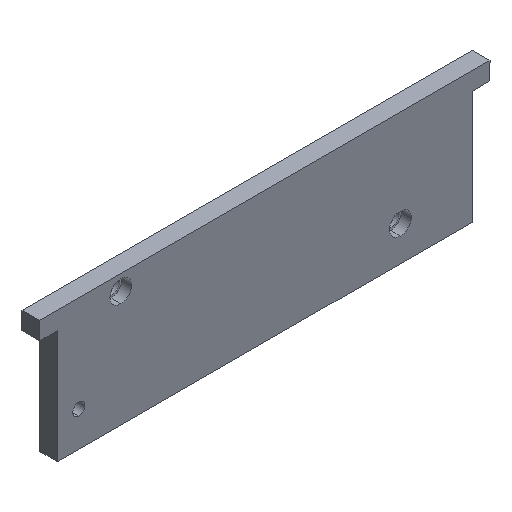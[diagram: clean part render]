
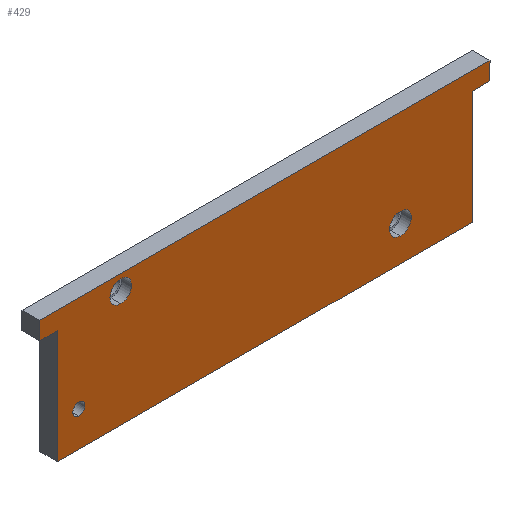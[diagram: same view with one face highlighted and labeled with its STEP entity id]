
A CAD part, isometric view. The second image highlights one B-rep face of the part: STEP entity #429.
In plain terms, the highlighted planar face has unit normal (0, -1, 0).
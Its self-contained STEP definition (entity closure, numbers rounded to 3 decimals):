
#1 = VECTOR ( 'NONE', #26, 1000. ) ;
#2 = EDGE_CURVE ( 'NONE', #738, #679, #609, .T. ) ;
#12 = DIRECTION ( 'NONE',  ( 0., 0., -1. ) ) ;
#13 = CIRCLE ( 'NONE', #424, 2.135 ) ;
#25 = EDGE_LOOP ( 'NONE', ( #661, #209 ) ) ;
#26 = DIRECTION ( 'NONE',  ( -1., 0., 0. ) ) ;
#33 = ORIENTED_EDGE ( 'NONE', *, *, #89, .T. ) ;
#41 = DIRECTION ( 'NONE',  ( -1., 0., 0. ) ) ;
#42 = VERTEX_POINT ( 'NONE', #302 ) ;
#53 = VERTEX_POINT ( 'NONE', #541 ) ;
#54 = DIRECTION ( 'NONE',  ( 0., 0., 1. ) ) ;
#60 = DIRECTION ( 'NONE',  ( 0., -1., 0. ) ) ;
#62 = CARTESIAN_POINT ( 'NONE',  ( -28.445, 0., 12.06 ) ) ;
#66 = CARTESIAN_POINT ( 'NONE',  ( -44.45, 0., -12.95 ) ) ;
#67 = EDGE_CURVE ( 'NONE', #93, #738, #224, .T. ) ;
#73 = FACE_BOUND ( 'NONE', #25, .T. ) ;
#76 = ORIENTED_EDGE ( 'NONE', *, *, #593, .F. ) ;
#86 = CARTESIAN_POINT ( 'NONE',  ( 44.45, 0., 9.45 ) ) ;
#89 = EDGE_CURVE ( 'NONE', #252, #110, #701, .T. ) ;
#93 = VERTEX_POINT ( 'NONE', #615 ) ;
#102 = VERTEX_POINT ( 'NONE', #445 ) ;
#110 = VERTEX_POINT ( 'NONE', #114 ) ;
#113 = AXIS2_PLACEMENT_3D ( 'NONE', #336, #60, #453 ) ;
#114 = CARTESIAN_POINT ( 'NONE',  ( -36.725, 0., -4.88 ) ) ;
#117 = CARTESIAN_POINT ( 'NONE',  ( 0., 0., 0. ) ) ;
#119 = VECTOR ( 'NONE', #41, 1000. ) ;
#124 = LINE ( 'NONE', #138, #557 ) ;
#132 = AXIS2_PLACEMENT_3D ( 'NONE', #560, #219, #678 ) ;
#135 = VERTEX_POINT ( 'NONE', #503 ) ;
#138 = CARTESIAN_POINT ( 'NONE',  ( 44.45, 0., -12.95 ) ) ;
#139 = ORIENTED_EDGE ( 'NONE', *, *, #350, .F. ) ;
#144 = ORIENTED_EDGE ( 'NONE', *, *, #354, .F. ) ;
#149 = CARTESIAN_POINT ( 'NONE',  ( -40.95, 0., -12.95 ) ) ;
#155 = VERTEX_POINT ( 'NONE', #349 ) ;
#171 = DIRECTION ( 'NONE',  ( 0., 1., 0. ) ) ;
#183 = AXIS2_PLACEMENT_3D ( 'NONE', #589, #628, #12 ) ;
#187 = ORIENTED_EDGE ( 'NONE', *, *, #389, .T. ) ;
#209 = ORIENTED_EDGE ( 'NONE', *, *, #666, .F. ) ;
#216 = DIRECTION ( 'NONE',  ( 0., -1., 0. ) ) ;
#217 = DIRECTION ( 'NONE',  ( 0., -1., 0. ) ) ;
#218 = FACE_BOUND ( 'NONE', #370, .T. ) ;
#219 = DIRECTION ( 'NONE',  ( 0., 1., 0. ) ) ;
#224 = LINE ( 'NONE', #86, #1 ) ;
#226 = DIRECTION ( 'NONE',  ( 0., 0., -1. ) ) ;
#230 = CARTESIAN_POINT ( 'NONE',  ( -40.95, 0., -12.95 ) ) ;
#251 = ORIENTED_EDGE ( 'NONE', *, *, #335, .T. ) ;
#252 = VERTEX_POINT ( 'NONE', #360 ) ;
#258 = EDGE_CURVE ( 'NONE', #102, #597, #607, .T. ) ;
#289 = LINE ( 'NONE', #665, #431 ) ;
#299 = VECTOR ( 'NONE', #521, 1000. ) ;
#300 = EDGE_LOOP ( 'NONE', ( #525, #33 ) ) ;
#302 = CARTESIAN_POINT ( 'NONE',  ( -40.95, 0., 9.45 ) ) ;
#305 = EDGE_CURVE ( 'NONE', #597, #102, #561, .T. ) ;
#335 = EDGE_CURVE ( 'NONE', #652, #42, #712, .T. ) ;
#336 = CARTESIAN_POINT ( 'NONE',  ( -28.445, 0., 9.925 ) ) ;
#349 = CARTESIAN_POINT ( 'NONE',  ( 26.755, 0., -8.21 ) ) ;
#350 = EDGE_CURVE ( 'NONE', #53, #93, #124, .T. ) ;
#354 = EDGE_CURVE ( 'NONE', #652, #610, #514, .T. ) ;
#360 = CARTESIAN_POINT ( 'NONE',  ( -36.725, 0., -7.27 ) ) ;
#370 = EDGE_LOOP ( 'NONE', ( #455, #491 ) ) ;
#384 = VECTOR ( 'NONE', #226, 1000. ) ;
#389 = EDGE_CURVE ( 'NONE', #42, #651, #409, .T. ) ;
#404 = DIRECTION ( 'NONE',  ( 0., 0., -1. ) ) ;
#409 = LINE ( 'NONE', #230, #384 ) ;
#422 = EDGE_CURVE ( 'NONE', #110, #252, #675, .T. ) ;
#424 = AXIS2_PLACEMENT_3D ( 'NONE', #600, #217, #732 ) ;
#427 = ORIENTED_EDGE ( 'NONE', *, *, #67, .F. ) ;
#429 = ADVANCED_FACE ( 'NONE', ( #73, #218, #660, #500 ), #625, .T. ) ;
#431 = VECTOR ( 'NONE', #723, 1000. ) ;
#445 = CARTESIAN_POINT ( 'NONE',  ( -28.445, 0., 7.79 ) ) ;
#450 = DIRECTION ( 'NONE',  ( 0., 0., -1. ) ) ;
#453 = DIRECTION ( 'NONE',  ( 0., 0., -1. ) ) ;
#455 = ORIENTED_EDGE ( 'NONE', *, *, #258, .F. ) ;
#474 = EDGE_LOOP ( 'NONE', ( #493, #427, #139, #622, #144, #251, #187, #76 ) ) ;
#485 = CARTESIAN_POINT ( 'NONE',  ( 40.95, 0., -12.95 ) ) ;
#491 = ORIENTED_EDGE ( 'NONE', *, *, #305, .F. ) ;
#493 = ORIENTED_EDGE ( 'NONE', *, *, #2, .F. ) ;
#500 = FACE_OUTER_BOUND ( 'NONE', #474, .T. ) ;
#503 = CARTESIAN_POINT ( 'NONE',  ( 26.755, 0., -3.94 ) ) ;
#507 = DIRECTION ( 'NONE',  ( 0., 0., 1. ) ) ;
#514 = LINE ( 'NONE', #66, #718 ) ;
#515 = AXIS2_PLACEMENT_3D ( 'NONE', #672, #216, #611 ) ;
#521 = DIRECTION ( 'NONE',  ( 0., 0., -1. ) ) ;
#525 = ORIENTED_EDGE ( 'NONE', *, *, #422, .T. ) ;
#540 = AXIS2_PLACEMENT_3D ( 'NONE', #566, #171, #507 ) ;
#541 = CARTESIAN_POINT ( 'NONE',  ( 44.45, 0., 12.95 ) ) ;
#544 = EDGE_CURVE ( 'NONE', #610, #53, #289, .T. ) ;
#557 = VECTOR ( 'NONE', #404, 1000. ) ;
#560 = CARTESIAN_POINT ( 'NONE',  ( -36.725, 0., -6.075 ) ) ;
#561 = CIRCLE ( 'NONE', #183, 2.135 ) ;
#566 = CARTESIAN_POINT ( 'NONE',  ( -36.725, 0., -6.075 ) ) ;
#567 = CIRCLE ( 'NONE', #515, 2.135 ) ;
#572 = VECTOR ( 'NONE', #575, 1000. ) ;
#575 = DIRECTION ( 'NONE',  ( 1., 0., 0. ) ) ;
#578 = AXIS2_PLACEMENT_3D ( 'NONE', #117, #681, #450 ) ;
#589 = CARTESIAN_POINT ( 'NONE',  ( -28.445, 0., 9.925 ) ) ;
#593 = EDGE_CURVE ( 'NONE', #679, #651, #726, .T. ) ;
#595 = EDGE_CURVE ( 'NONE', #155, #135, #567, .T. ) ;
#597 = VERTEX_POINT ( 'NONE', #62 ) ;
#600 = CARTESIAN_POINT ( 'NONE',  ( 26.755, 0., -6.075 ) ) ;
#607 = CIRCLE ( 'NONE', #113, 2.135 ) ;
#609 = LINE ( 'NONE', #485, #299 ) ;
#610 = VERTEX_POINT ( 'NONE', #670 ) ;
#611 = DIRECTION ( 'NONE',  ( 0., 0., -1. ) ) ;
#615 = CARTESIAN_POINT ( 'NONE',  ( 44.45, 0., 9.45 ) ) ;
#617 = CARTESIAN_POINT ( 'NONE',  ( 40.95, 0., -12.95 ) ) ;
#622 = ORIENTED_EDGE ( 'NONE', *, *, #544, .F. ) ;
#625 = PLANE ( 'NONE',  #578 ) ;
#628 = DIRECTION ( 'NONE',  ( 0., -1., 0. ) ) ;
#635 = CARTESIAN_POINT ( 'NONE',  ( -44.45, 0., 9.45 ) ) ;
#651 = VERTEX_POINT ( 'NONE', #149 ) ;
#652 = VERTEX_POINT ( 'NONE', #725 ) ;
#660 = FACE_BOUND ( 'NONE', #300, .T. ) ;
#661 = ORIENTED_EDGE ( 'NONE', *, *, #595, .F. ) ;
#665 = CARTESIAN_POINT ( 'NONE',  ( 44.45, 0., 12.95 ) ) ;
#666 = EDGE_CURVE ( 'NONE', #135, #155, #13, .T. ) ;
#670 = CARTESIAN_POINT ( 'NONE',  ( -44.45, 0., 12.95 ) ) ;
#672 = CARTESIAN_POINT ( 'NONE',  ( 26.755, 0., -6.075 ) ) ;
#675 = CIRCLE ( 'NONE', #540, 1.195 ) ;
#678 = DIRECTION ( 'NONE',  ( 0., 0., 1. ) ) ;
#679 = VERTEX_POINT ( 'NONE', #617 ) ;
#681 = DIRECTION ( 'NONE',  ( 0., -1., 0. ) ) ;
#701 = CIRCLE ( 'NONE', #132, 1.195 ) ;
#712 = LINE ( 'NONE', #635, #572 ) ;
#718 = VECTOR ( 'NONE', #54, 1000. ) ;
#723 = DIRECTION ( 'NONE',  ( 1., 0., 0. ) ) ;
#725 = CARTESIAN_POINT ( 'NONE',  ( -44.45, 0., 9.45 ) ) ;
#726 = LINE ( 'NONE', #749, #119 ) ;
#732 = DIRECTION ( 'NONE',  ( 0., 0., -1. ) ) ;
#734 = CARTESIAN_POINT ( 'NONE',  ( 40.95, 0., 9.45 ) ) ;
#738 = VERTEX_POINT ( 'NONE', #734 ) ;
#749 = CARTESIAN_POINT ( 'NONE',  ( 44.45, 0., -12.95 ) ) ;
